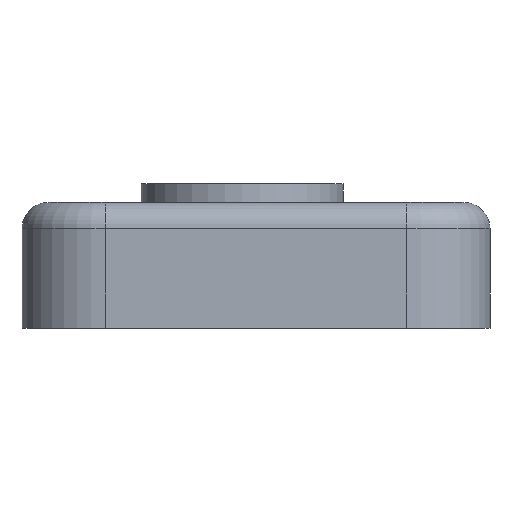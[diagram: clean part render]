
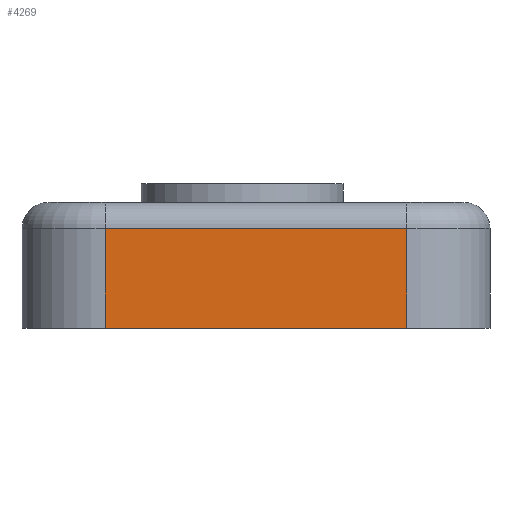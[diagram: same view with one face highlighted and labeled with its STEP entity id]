
A CAD part, left-side view. The second image highlights one B-rep face of the part: STEP entity #4269.
In plain terms, the highlighted planar face has unit normal (-1, 0, 0).
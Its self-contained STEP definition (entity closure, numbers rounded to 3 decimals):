
#506=FACE_OUTER_BOUND('',#747,.T.);
#747=EDGE_LOOP('',(#2928,#2929,#2930,#2931));
#1016=LINE('',#6002,#1380);
#1026=LINE('',#6052,#1390);
#1027=LINE('',#6056,#1391);
#1028=LINE('',#6057,#1392);
#1380=VECTOR('',#4914,10.);
#1390=VECTOR('',#4976,10.);
#1391=VECTOR('',#4981,10.);
#1392=VECTOR('',#4982,10.);
#1749=VERTEX_POINT('',#5999);
#1750=VERTEX_POINT('',#6001);
#1764=VERTEX_POINT('',#6051);
#1765=VERTEX_POINT('',#6055);
#2199=EDGE_CURVE('',#1749,#1750,#1016,.T.);
#2225=EDGE_CURVE('',#1764,#1750,#1026,.T.);
#2227=EDGE_CURVE('',#1765,#1749,#1027,.T.);
#2228=EDGE_CURVE('',#1765,#1764,#1028,.F.);
#2928=ORIENTED_EDGE('',*,*,#2199,.F.);
#2929=ORIENTED_EDGE('',*,*,#2227,.F.);
#2930=ORIENTED_EDGE('',*,*,#2228,.T.);
#2931=ORIENTED_EDGE('',*,*,#2225,.T.);
#4158=PLANE('',#4552);
#4269=ADVANCED_FACE('',(#506),#4158,.T.);
#4552=AXIS2_PLACEMENT_3D('',#6054,#4979,#4980);
#4914=DIRECTION('',(0.,-1.,0.));
#4976=DIRECTION('',(0.,0.,1.));
#4979=DIRECTION('center_axis',(-1.,0.,0.));
#4980=DIRECTION('ref_axis',(0.,-1.,0.));
#4981=DIRECTION('',(0.,0.,1.));
#4982=DIRECTION('',(0.,1.,0.));
#5999=CARTESIAN_POINT('',(-1.65,27.9,7.66));
#6001=CARTESIAN_POINT('',(-1.65,4.75,7.66));
#6002=CARTESIAN_POINT('',(-1.65,22.113,7.66));
#6051=CARTESIAN_POINT('',(-1.65,4.75,0.));
#6052=CARTESIAN_POINT('',(-1.65,4.75,0.));
#6054=CARTESIAN_POINT('Origin',(-1.65,27.9,0.));
#6055=CARTESIAN_POINT('',(-1.65,27.9,0.));
#6056=CARTESIAN_POINT('',(-1.65,27.9,0.));
#6057=CARTESIAN_POINT('',(-1.65,22.113,0.));
